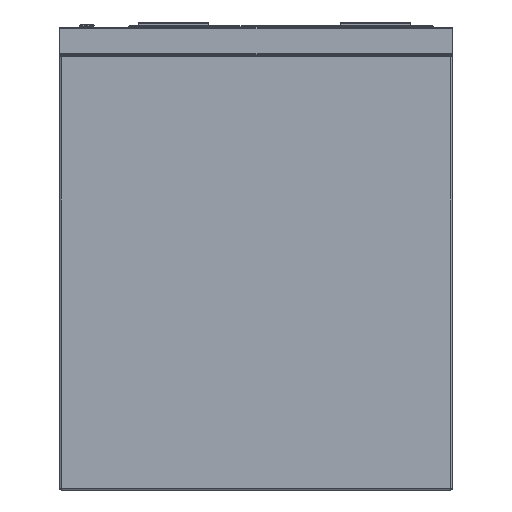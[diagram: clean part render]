
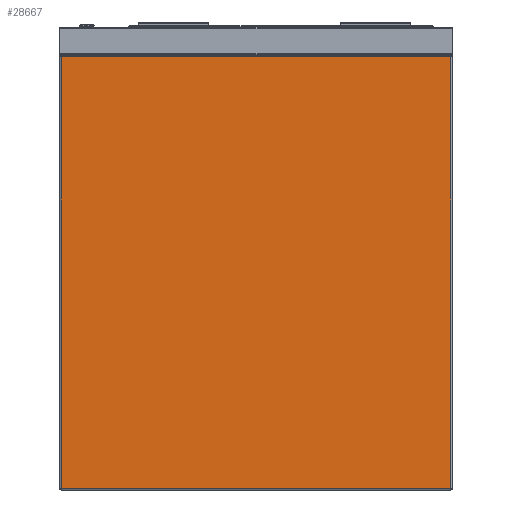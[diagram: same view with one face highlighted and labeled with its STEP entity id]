
A CAD part, left-side view. The second image highlights one B-rep face of the part: STEP entity #28667.
In plain terms, the highlighted planar face has unit normal (-1, 0, 0).
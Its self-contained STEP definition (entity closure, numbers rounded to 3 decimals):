
#1158 = EDGE_CURVE ( 'NONE', #11439, #16423, #20028, .T. ) ;
#2791 = LINE ( 'NONE', #33836, #7465 ) ;
#3550 = ORIENTED_EDGE ( 'NONE', *, *, #5372, .T. ) ;
#3645 = EDGE_CURVE ( 'NONE', #16423, #27006, #30320, .T. ) ;
#4925 = VERTEX_POINT ( 'NONE', #24800 ) ;
#5372 = EDGE_CURVE ( 'NONE', #27006, #4925, #2791, .T. ) ;
#5875 = DIRECTION ( 'NONE',  ( 0., 0., 1. ) ) ;
#5966 = CARTESIAN_POINT ( 'NONE',  ( -880., -278., -42. ) ) ;
#7465 = VECTOR ( 'NONE', #8020, 1000. ) ;
#7957 = EDGE_CURVE ( 'NONE', #4925, #11439, #12426, .T. ) ;
#8020 = DIRECTION ( 'NONE',  ( 0., 0., -1. ) ) ;
#9896 = DIRECTION ( 'NONE',  ( 0., 1., 0. ) ) ;
#11439 = VERTEX_POINT ( 'NONE', #26859 ) ;
#12392 = CARTESIAN_POINT ( 'NONE',  ( -880., -280., -660. ) ) ;
#12426 = LINE ( 'NONE', #29699, #31006 ) ;
#15170 = FACE_OUTER_BOUND ( 'NONE', #35436, .T. ) ;
#15577 = AXIS2_PLACEMENT_3D ( 'NONE', #12392, #26536, #21131 ) ;
#16423 = VERTEX_POINT ( 'NONE', #5966 ) ;
#17409 = ORIENTED_EDGE ( 'NONE', *, *, #7957, .T. ) ;
#18485 = CARTESIAN_POINT ( 'NONE',  ( -880., 278., -42. ) ) ;
#20028 = LINE ( 'NONE', #25059, #27455 ) ;
#21131 = DIRECTION ( 'NONE',  ( 0., 0., 1. ) ) ;
#21159 = DIRECTION ( 'NONE',  ( 0., -1., 0. ) ) ;
#24800 = CARTESIAN_POINT ( 'NONE',  ( -880., 278., -658. ) ) ;
#25059 = CARTESIAN_POINT ( 'NONE',  ( -880., -278., -660. ) ) ;
#25864 = ORIENTED_EDGE ( 'NONE', *, *, #1158, .T. ) ;
#26536 = DIRECTION ( 'NONE',  ( -1., 0., 0. ) ) ;
#26859 = CARTESIAN_POINT ( 'NONE',  ( -880., -278., -658. ) ) ;
#27006 = VERTEX_POINT ( 'NONE', #18485 ) ;
#27455 = VECTOR ( 'NONE', #5875, 1000. ) ;
#28667 = ADVANCED_FACE ( 'Fl�che7', ( #15170 ), #32273, .T. ) ;
#29699 = CARTESIAN_POINT ( 'NONE',  ( -880., -280., -658. ) ) ;
#29769 = CARTESIAN_POINT ( 'NONE',  ( -880., 280., -42. ) ) ;
#30320 = LINE ( 'NONE', #29769, #35240 ) ;
#30691 = ORIENTED_EDGE ( 'NONE', *, *, #3645, .T. ) ;
#31006 = VECTOR ( 'NONE', #21159, 1000. ) ;
#32273 = PLANE ( 'NONE',  #15577 ) ;
#33836 = CARTESIAN_POINT ( 'NONE',  ( -880., 278., -660. ) ) ;
#35240 = VECTOR ( 'NONE', #9896, 1000. ) ;
#35436 = EDGE_LOOP ( 'NONE', ( #25864, #30691, #3550, #17409 ) ) ;
